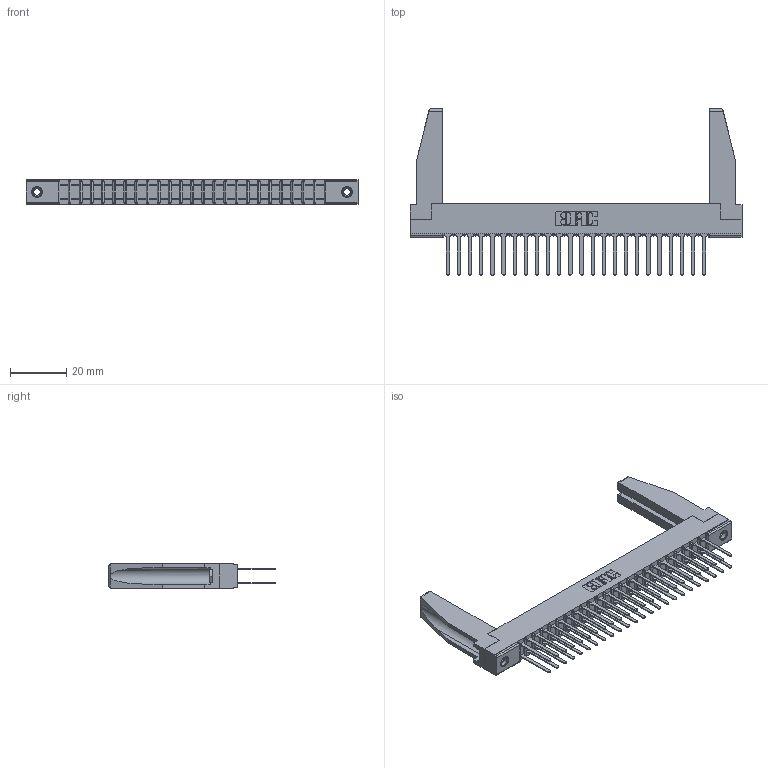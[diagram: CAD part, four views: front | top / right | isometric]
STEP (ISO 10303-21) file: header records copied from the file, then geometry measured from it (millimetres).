
FILE_DESCRIPTION (( 'STEP AP203' ), '1' );
FILE_NAME ('307-048-542-278.STEP', '2019-09-06T10:01:34', ( '' ), ( '' ), 'SwSTEP 2.0', 'SolidWorks 2016', '' );
FILE_SCHEMA (( 'CONFIG_CONTROL_DESIGN' ));
Length unit declared in the file: inch
Products named in the file (5): 345-250-001_345-250-001-102; 307-220-078; 307-048-542-278; 307 Part_.156 Dia Mounting Holes; 307-290-001_542
Assembly tree (53 placements, depth 2):
  307-048-542-278
    307 Part_.156 Dia Mounting Holes
    307-290-001_542  x48
    307-220-078  x2
    345-250-001_345-250-001-102  x2
Bounding box: 118.11 x 59.13 x 8.71 mm (x, y, z)
Volume: 11902.1 mm3; surface area: 18918.3 mm2
Topology: 53 solids, 53 shells, 2481 faces, 6893 edges, 4454 vertices
Faces by surface type: plane 1642, cylinder 773, sphere 50, cone 12, torus 4
Entity records: 25969 total; most frequent: CARTESIAN_POINT 4262, ORIENTED_EDGE 4180, DIRECTION 4136, EDGE_CURVE 2090, VECTOR 1600, LINE 1600, VERTEX_POINT 1352, AXIS2_PLACEMENT_3D 1268
